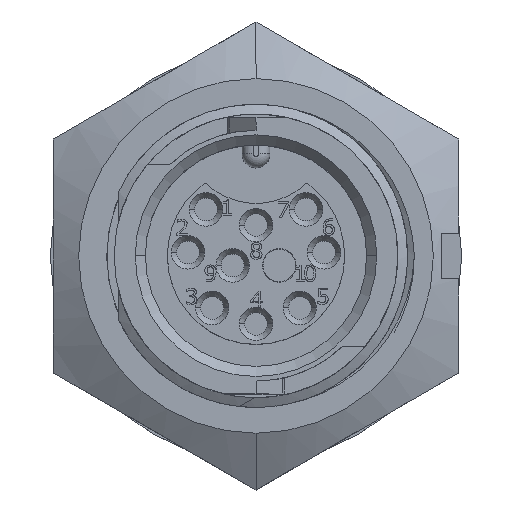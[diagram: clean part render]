
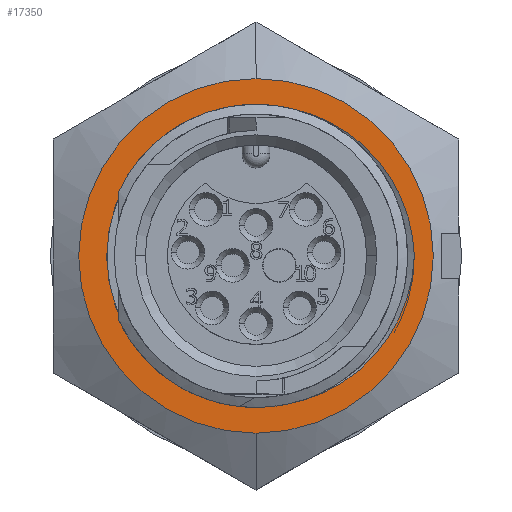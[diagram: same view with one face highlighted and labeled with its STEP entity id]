
A CAD part, top view. The second image highlights one B-rep face of the part: STEP entity #17350.
In plain terms, the highlighted planar face has unit normal (0, 0, 1).
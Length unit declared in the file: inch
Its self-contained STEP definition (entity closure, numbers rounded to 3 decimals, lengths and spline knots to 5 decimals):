
#2 = CARTESIAN_POINT ( 'NONE',  ( 0.11846, 0.27717, -0.25522 ) ) ;
#232 = PLANE ( 'NONE',  #19820 ) ;
#857 = DIRECTION ( 'NONE',  ( 0., 1., 0. ) ) ;
#962 = CARTESIAN_POINT ( 'NONE',  ( 0.03074, -0.29673, -0.25522 ) ) ;
#1108 = CARTESIAN_POINT ( 'NONE',  ( 0.31215, -0.01126, -0.25522 ) ) ;
#1190 = CARTESIAN_POINT ( 'NONE',  ( 0.21298, 0.21858, -0.25522 ) ) ;
#2361 = CARTESIAN_POINT ( 'NONE',  ( 0.09743, 0.28445, -0.25522 ) ) ;
#2436 = CIRCLE ( 'NONE', #20042, 0.2945 ) ;
#2475 = DIRECTION ( 'NONE',  ( 0., 0., 1. ) ) ;
#2596 = FACE_OUTER_BOUND ( 'NONE', #28925, .T. ) ;
#3171 = CARTESIAN_POINT ( 'NONE',  ( -0.03594, -0.29395, -0.25522 ) ) ;
#3468 = CARTESIAN_POINT ( 'NONE',  ( 0.25734, -0.16807, -0.25522 ) ) ;
#3691 = CIRCLE ( 'NONE', #27331, 0.35 ) ;
#3980 = VERTEX_POINT ( 'NONE', #25531 ) ;
#4114 = AXIS2_PLACEMENT_3D ( 'NONE', #5582, #15202, #857 ) ;
#4216 = DIRECTION ( 'NONE',  ( 0., -1., 0. ) ) ;
#4551 = ORIENTED_EDGE ( 'NONE', *, *, #16916, .T. ) ;
#4571 = CARTESIAN_POINT ( 'NONE',  ( -0.01351, 0.29594, -0.25522 ) ) ;
#4728 = CARTESIAN_POINT ( 'NONE',  ( -0.05788, 0.28876, -0.25522 ) ) ;
#5535 = CARTESIAN_POINT ( 'NONE',  ( 0.15857, -0.25816, -0.25522 ) ) ;
#5582 = CARTESIAN_POINT ( 'NONE',  ( 0., 0., -0.25522 ) ) ;
#5843 = CARTESIAN_POINT ( 'NONE',  ( 0.3125, 0., -0.25522 ) ) ;
#5896 = CARTESIAN_POINT ( 'NONE',  ( -0.05788, -0.28876, -0.25522 ) ) ;
#5920 = ORIENTED_EDGE ( 'NONE', *, *, #23280, .F. ) ;
#7305 = CARTESIAN_POINT ( 'NONE',  ( -0.05788, 0.28876, -0.25522 ) ) ;
#7365 = VERTEX_POINT ( 'NONE', #7305 ) ;
#7547 = CARTESIAN_POINT ( 'NONE',  ( -0.03584, 0.29331, -0.25522 ) ) ;
#7619 = CARTESIAN_POINT ( 'NONE',  ( -0.4, 0.23094, -0.25522 ) ) ;
#8047 = CARTESIAN_POINT ( 'NONE',  ( 0.2131, -0.21849, -0.25522 ) ) ;
#8586 = CARTESIAN_POINT ( 'NONE',  ( 0.26946, 0.14941, -0.25522 ) ) ;
#8749 = CARTESIAN_POINT ( 'NONE',  ( 0.3125, 0., -0.25522 ) ) ;
#9651 = CIRCLE ( 'NONE', #4114, 0.35 ) ;
#9747 = EDGE_CURVE ( 'NONE', #7365, #19907, #2436, .T. ) ;
#10122 = DIRECTION ( 'NONE',  ( 0., 1., 0. ) ) ;
#10572 = CARTESIAN_POINT ( 'NONE',  ( -0.01383, -0.29654, -0.25522 ) ) ;
#11669 = CARTESIAN_POINT ( 'NONE',  ( -0.00224, 0.2966, -0.25522 ) ) ;
#12373 = EDGE_CURVE ( 'NONE', #3980, #22972, #9651, .T. ) ;
#12597 = CARTESIAN_POINT ( 'NONE',  ( 0.178, 0.24611, -0.25522 ) ) ;
#12632 = CARTESIAN_POINT ( 'NONE',  ( 0.30804, -0.04473, -0.25522 ) ) ;
#12803 = CARTESIAN_POINT ( 'NONE',  ( 0., 0., -0.25522 ) ) ;
#12936 = CARTESIAN_POINT ( 'NONE',  ( 0.05334, -0.2943, -0.25522 ) ) ;
#13089 = CARTESIAN_POINT ( 'NONE',  ( -0.05788, -0.28876, -0.25522 ) ) ;
#13147 = EDGE_CURVE ( 'NONE', #18551, #19907, #18142, .T. ) ;
#13168 = CARTESIAN_POINT ( 'NONE',  ( 0.25734, 0.16811, -0.25522 ) ) ;
#13992 = CARTESIAN_POINT ( 'NONE',  ( 0., 0., -0.25522 ) ) ;
#14343 = CARTESIAN_POINT ( 'NONE',  ( 0.03127, 0.2967, -0.25522 ) ) ;
#15159 = CARTESIAN_POINT ( 'NONE',  ( 0.11786, -0.27742, -0.25522 ) ) ;
#15202 = DIRECTION ( 'NONE',  ( 0., 0., -1. ) ) ;
#15615 = CARTESIAN_POINT ( 'NONE',  ( 0.28976, -0.1092, -0.25522 ) ) ;
#16555 = CARTESIAN_POINT ( 'NONE',  ( -0.04691, 0.29136, -0.25522 ) ) ;
#16876 = CARTESIAN_POINT ( 'NONE',  ( 0., 0.35, -0.25522 ) ) ;
#16916 = EDGE_CURVE ( 'NONE', #7365, #18551, #26148, .T. ) ;
#17329 = CARTESIAN_POINT ( 'NONE',  ( 0.30862, 0.04496, -0.25522 ) ) ;
#17350 = ADVANCED_FACE ( 'NONE', ( #24170, #2596 ), #232, .F. ) ;
#17520 = CARTESIAN_POINT ( 'NONE',  ( 0.29757, -0.08828, -0.25522 ) ) ;
#17589 = ORIENTED_EDGE ( 'NONE', *, *, #9747, .F. ) ;
#18142 = B_SPLINE_CURVE_WITH_KNOTS ( 'NONE', 3,
 ( #5843, #1108, #27108, #12632, #29604, #17520, #15615, #27257, #3468, #20334, #8047, #20486, #5535, #15159, #28145, #12936, #962, #10572, #3171, #13089 ),
 .UNSPECIFIED., .F., .F.,
 ( 4, 2, 2, 2, 2, 2, 2, 2, 2, 4 ),
 ( 0., 0.00086, 0.00171, 0.00343, 0.00514, 0.00685, 0.00856, 0.01028, 0.01199, 0.0137 ),
 .UNSPECIFIED. ) ;
#18551 = VERTEX_POINT ( 'NONE', #31108 ) ;
#19455 = DIRECTION ( 'NONE',  ( 0., 1., 0. ) ) ;
#19820 = AXIS2_PLACEMENT_3D ( 'NONE', #7619, #24326, #19455 ) ;
#19907 = VERTEX_POINT ( 'NONE', #5896 ) ;
#20042 = AXIS2_PLACEMENT_3D ( 'NONE', #13992, #2475, #4216 ) ;
#20334 = CARTESIAN_POINT ( 'NONE',  ( 0.22923, -0.20255, -0.25522 ) ) ;
#20486 = CARTESIAN_POINT ( 'NONE',  ( 0.1778, -0.24626, -0.25522 ) ) ;
#22043 = CARTESIAN_POINT ( 'NONE',  ( 0.15867, 0.25809, -0.25522 ) ) ;
#22192 = CARTESIAN_POINT ( 'NONE',  ( 0.28953, 0.10971, -0.25522 ) ) ;
#22972 = VERTEX_POINT ( 'NONE', #16876 ) ;
#23280 = EDGE_CURVE ( 'NONE', #22972, #3980, #3691, .T. ) ;
#23693 = ORIENTED_EDGE ( 'NONE', *, *, #12373, .F. ) ;
#23934 = CARTESIAN_POINT ( 'NONE',  ( 0.05346, 0.2943, -0.25522 ) ) ;
#24170 = FACE_BOUND ( 'NONE', #30536, .T. ) ;
#24326 = DIRECTION ( 'NONE',  ( 0., 0., -1. ) ) ;
#25531 = CARTESIAN_POINT ( 'NONE',  ( 0., -0.35, -0.25522 ) ) ;
#26148 = B_SPLINE_CURVE_WITH_KNOTS ( 'NONE', 3,
 ( #4728, #16555, #7547, #4571, #11669, #14343, #23934, #2361, #2, #22043, #12597, #1190, #27648, #13168, #8586, #22192, #27067, #17329, #29980, #8749 ),
 .UNSPECIFIED., .F., .F.,
 ( 4, 2, 2, 2, 2, 2, 2, 2, 2, 4 ),
 ( 0., 0.00086, 0.00171, 0.00343, 0.00514, 0.00685, 0.00856, 0.01028, 0.01199, 0.0137 ),
 .UNSPECIFIED. ) ;
#26820 = DIRECTION ( 'NONE',  ( 0., 0., -1. ) ) ;
#27067 = CARTESIAN_POINT ( 'NONE',  ( 0.29751, 0.0885, -0.25522 ) ) ;
#27108 = CARTESIAN_POINT ( 'NONE',  ( 0.31119, -0.02246, -0.25522 ) ) ;
#27194 = ORIENTED_EDGE ( 'NONE', *, *, #13147, .T. ) ;
#27257 = CARTESIAN_POINT ( 'NONE',  ( 0.26947, -0.14943, -0.25522 ) ) ;
#27331 = AXIS2_PLACEMENT_3D ( 'NONE', #12803, #26820, #10122 ) ;
#27648 = CARTESIAN_POINT ( 'NONE',  ( 0.22885, 0.20298, -0.25522 ) ) ;
#28145 = CARTESIAN_POINT ( 'NONE',  ( 0.09675, -0.28463, -0.25522 ) ) ;
#28925 = EDGE_LOOP ( 'NONE', ( #5920, #23693 ) ) ;
#29604 = CARTESIAN_POINT ( 'NONE',  ( 0.30585, -0.0558, -0.25522 ) ) ;
#29980 = CARTESIAN_POINT ( 'NONE',  ( 0.3118, 0.02252, -0.25522 ) ) ;
#30536 = EDGE_LOOP ( 'NONE', ( #4551, #27194, #17589 ) ) ;
#31108 = CARTESIAN_POINT ( 'NONE',  ( 0.3125, 0., -0.25522 ) ) ;
